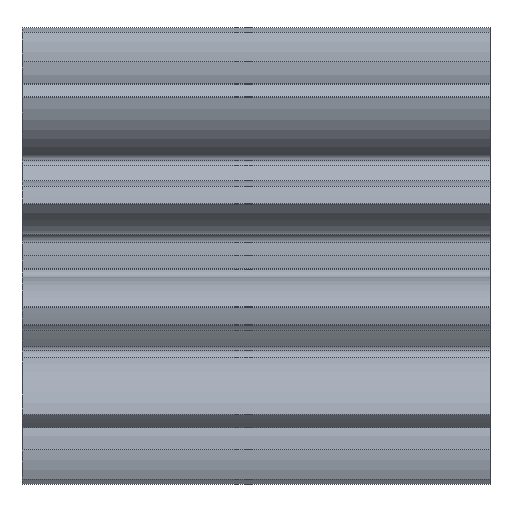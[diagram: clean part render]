
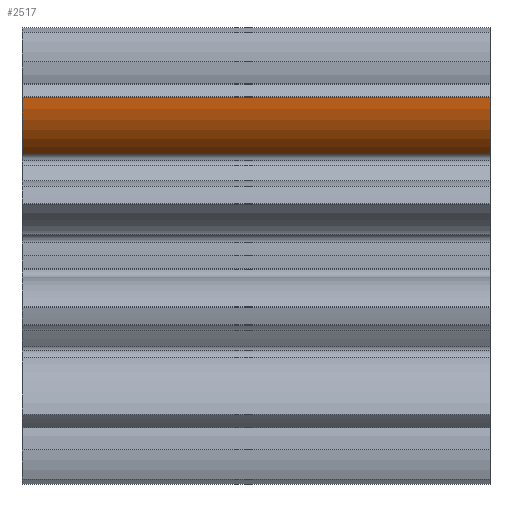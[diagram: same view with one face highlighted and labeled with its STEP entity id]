
A CAD part, top view. The second image highlights one B-rep face of the part: STEP entity #2517.
In plain terms, the highlighted cylindrical face has radius 3.048 mm (diameter 6.096 mm), a partial arc.
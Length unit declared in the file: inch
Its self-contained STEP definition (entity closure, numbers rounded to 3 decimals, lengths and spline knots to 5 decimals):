
#133 = VECTOR ( 'NONE', #791, 39.37008 ) ;
#171 = DIRECTION ( 'NONE',  ( 0., 0.866, -0.5 ) ) ;
#194 = CARTESIAN_POINT ( 'NONE',  ( 0.7, 0.15223, 0.19968 ) ) ;
#408 = VERTEX_POINT ( 'NONE', #872 ) ;
#429 = DIRECTION ( 'NONE',  ( -1., 0., 0. ) ) ;
#451 = CARTESIAN_POINT ( 'NONE',  ( 0.7, 0.25538, 0.13835 ) ) ;
#519 = CYLINDRICAL_SURFACE ( 'NONE', #4054, 0.12 ) ;
#545 = DIRECTION ( 'NONE',  ( -1., 0., 0. ) ) ;
#583 = EDGE_LOOP ( 'NONE', ( #3263, #906, #3761, #1602 ) ) ;
#605 = VECTOR ( 'NONE', #2437, 39.37008 ) ;
#780 = CIRCLE ( 'NONE', #1824, 0.12 ) ;
#791 = DIRECTION ( 'NONE',  ( -1., 0., 0. ) ) ;
#872 = CARTESIAN_POINT ( 'NONE',  ( 0.7, 0.15223, 0.19968 ) ) ;
#878 = CARTESIAN_POINT ( 'NONE',  ( 0., 0.23709, 0.25695 ) ) ;
#906 = ORIENTED_EDGE ( 'NONE', *, *, #2088, .T. ) ;
#988 = CARTESIAN_POINT ( 'NONE',  ( 0.7, 0.23709, 0.25695 ) ) ;
#989 = CARTESIAN_POINT ( 'NONE',  ( 0., 0.25538, 0.13835 ) ) ;
#1551 = EDGE_CURVE ( 'NONE', #3617, #2170, #3502, .T. ) ;
#1602 = ORIENTED_EDGE ( 'NONE', *, *, #3156, .T. ) ;
#1757 = CARTESIAN_POINT ( 'NONE',  ( 0.7, 0.23709, 0.25695 ) ) ;
#1824 = AXIS2_PLACEMENT_3D ( 'NONE', #2469, #545, #2810 ) ;
#2088 = EDGE_CURVE ( 'NONE', #3617, #408, #2315, .T. ) ;
#2170 = VERTEX_POINT ( 'NONE', #878 ) ;
#2204 = AXIS2_PLACEMENT_3D ( 'NONE', #989, #3729, #171 ) ;
#2315 = LINE ( 'NONE', #194, #605 ) ;
#2437 = DIRECTION ( 'NONE',  ( 1., 0., 0. ) ) ;
#2469 = CARTESIAN_POINT ( 'NONE',  ( 0.7, 0.25538, 0.13835 ) ) ;
#2517 = ADVANCED_FACE ( 'NONE', ( #3103 ), #519, .T. ) ;
#2707 = EDGE_CURVE ( 'NONE', #408, #2932, #780, .T. ) ;
#2712 = DIRECTION ( 'NONE',  ( 0., 0., 1. ) ) ;
#2810 = DIRECTION ( 'NONE',  ( 0., 0.866, -0.5 ) ) ;
#2930 = CARTESIAN_POINT ( 'NONE',  ( 0., 0.15223, 0.19968 ) ) ;
#2932 = VERTEX_POINT ( 'NONE', #988 ) ;
#3103 = FACE_OUTER_BOUND ( 'NONE', #583, .T. ) ;
#3156 = EDGE_CURVE ( 'NONE', #2932, #2170, #3568, .T. ) ;
#3263 = ORIENTED_EDGE ( 'NONE', *, *, #1551, .F. ) ;
#3502 = CIRCLE ( 'NONE', #2204, 0.12 ) ;
#3568 = LINE ( 'NONE', #1757, #133 ) ;
#3617 = VERTEX_POINT ( 'NONE', #2930 ) ;
#3729 = DIRECTION ( 'NONE',  ( -1., 0., 0. ) ) ;
#3761 = ORIENTED_EDGE ( 'NONE', *, *, #2707, .T. ) ;
#4054 = AXIS2_PLACEMENT_3D ( 'NONE', #451, #429, #2712 ) ;
